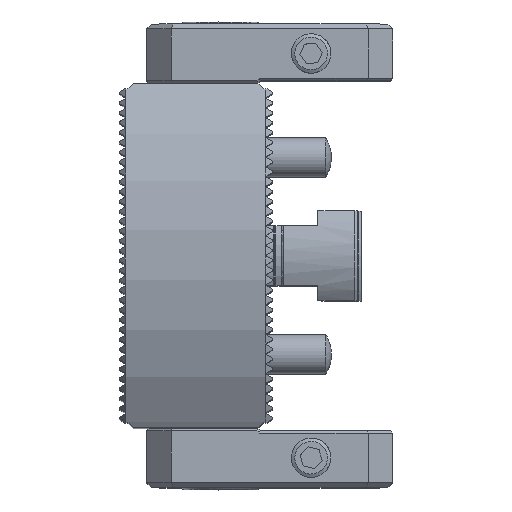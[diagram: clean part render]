
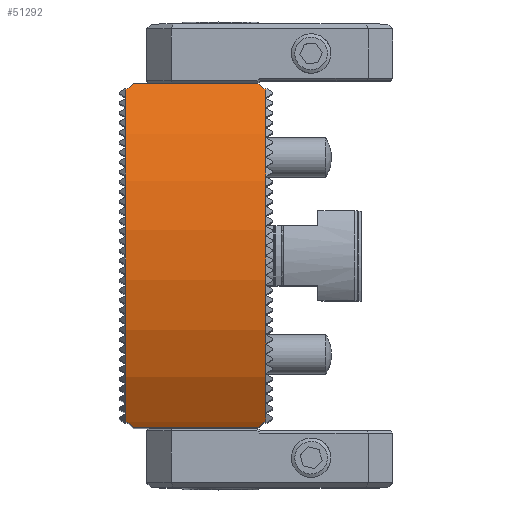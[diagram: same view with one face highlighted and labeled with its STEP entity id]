
A CAD part, top view. The second image highlights one B-rep face of the part: STEP entity #51292.
In plain terms, the highlighted cylindrical face has radius 65 mm (diameter 130 mm), a partial arc.
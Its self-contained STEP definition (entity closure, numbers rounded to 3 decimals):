
#329 = ORIENTED_EDGE ( 'NONE', *, *, #28750, .F. ) ;
#689 = LINE ( 'NONE', #49225, #51098 ) ;
#887 = CARTESIAN_POINT ( 'NONE',  ( -13.8, -33.8, 55.521 ) ) ;
#1516 = CARTESIAN_POINT ( 'NONE',  ( 12.997, 34.603, 55.026 ) ) ;
#2223 = CARTESIAN_POINT ( 'NONE',  ( 12.6, 35., 54.772 ) ) ;
#4358 = VERTEX_POINT ( 'NONE', #37064 ) ;
#4365 = EDGE_CURVE ( 'NONE', #9761, #35684, #51151, .T. ) ;
#4435 = AXIS2_PLACEMENT_3D ( 'NONE', #39074, #18177, #27389 ) ;
#5544 = VERTEX_POINT ( 'NONE', #30710 ) ;
#5704 = CARTESIAN_POINT ( 'NONE',  ( 13.397, 34.203, 55.276 ) ) ;
#6089 = CARTESIAN_POINT ( 'NONE',  ( 13.8, 33.8, 55.521 ) ) ;
#6330 = EDGE_CURVE ( 'NONE', #40408, #10936, #16795, .T. ) ;
#9346 = CARTESIAN_POINT ( 'NONE',  ( 14.2, -33.8, 55.521 ) ) ;
#9418 = DIRECTION ( 'NONE',  ( 0., 0., -1. ) ) ;
#9761 = VERTEX_POINT ( 'NONE', #28666 ) ;
#9951 = VECTOR ( 'NONE', #40105, 1000. ) ;
#10936 = VERTEX_POINT ( 'NONE', #40253 ) ;
#13586 = VECTOR ( 'NONE', #45648, 1000. ) ;
#15596 = ORIENTED_EDGE ( 'NONE', *, *, #53594, .T. ) ;
#16308 = CARTESIAN_POINT ( 'NONE',  ( 12.997, -34.603, 55.026 ) ) ;
#16389 = CIRCLE ( 'NONE', #25861, 65. ) ;
#16661 = CARTESIAN_POINT ( 'NONE',  ( 12.6, -35., 54.772 ) ) ;
#16795 =( BOUNDED_CURVE ( )  B_SPLINE_CURVE ( 3, ( #30405, #34007, #46282, #26292 ),
 .UNSPECIFIED., .F., .F. ) 
 B_SPLINE_CURVE_WITH_KNOTS ( ( 4, 4 ),
 ( 4.144, 4.166 ),
 .UNSPECIFIED. ) 
 CURVE ( )  GEOMETRIC_REPRESENTATION_ITEM ( )  RATIONAL_B_SPLINE_CURVE ( ( 1., 1., 1., 1. ) ) 
 REPRESENTATION_ITEM ( '' )  );
#17601 = ORIENTED_EDGE ( 'NONE', *, *, #4365, .F. ) ;
#17625 = ORIENTED_EDGE ( 'NONE', *, *, #21024, .F. ) ;
#18177 = DIRECTION ( 'NONE',  ( -1., 0., 0. ) ) ;
#18580 = CARTESIAN_POINT ( 'NONE',  ( 13.8, 33.8, 55.521 ) ) ;
#20258 = DIRECTION ( 'NONE',  ( 0., 0., -1. ) ) ;
#20858 = CARTESIAN_POINT ( 'NONE',  ( -12.997, -34.603, 55.026 ) ) ;
#21024 = EDGE_CURVE ( 'NONE', #48065, #27503, #46495, .T. ) ;
#21785 = VERTEX_POINT ( 'NONE', #26676 ) ;
#21908 = DIRECTION ( 'NONE',  ( -1., 0., 0. ) ) ;
#23842 = DIRECTION ( 'NONE',  ( -1., 0., 0. ) ) ;
#24176 = LINE ( 'NONE', #31270, #9951 ) ;
#25101 = LINE ( 'NONE', #50317, #47676 ) ;
#25452 = VERTEX_POINT ( 'NONE', #31810 ) ;
#25841 = DIRECTION ( 'NONE',  ( -1., 0., 0. ) ) ;
#25861 = AXIS2_PLACEMENT_3D ( 'NONE', #33794, #21908, #9418 ) ;
#26292 = CARTESIAN_POINT ( 'NONE',  ( -13.8, 33.8, 55.521 ) ) ;
#26343 = EDGE_CURVE ( 'NONE', #21785, #48065, #37188, .T. ) ;
#26676 = CARTESIAN_POINT ( 'NONE',  ( 12.6, 35., 54.772 ) ) ;
#27389 = DIRECTION ( 'NONE',  ( 0., 0., 1. ) ) ;
#27503 = VERTEX_POINT ( 'NONE', #32283 ) ;
#27714 = FACE_OUTER_BOUND ( 'NONE', #53008, .T. ) ;
#27914 = VECTOR ( 'NONE', #25841, 1000. ) ;
#28309 = VERTEX_POINT ( 'NONE', #35215 ) ;
#28666 = CARTESIAN_POINT ( 'NONE',  ( -12.6, -35., 54.772 ) ) ;
#28750 = EDGE_CURVE ( 'NONE', #35684, #28309, #47250, .T. ) ;
#30020 = VECTOR ( 'NONE', #41302, 1000. ) ;
#30405 = CARTESIAN_POINT ( 'NONE',  ( -12.6, 35., 54.772 ) ) ;
#30710 = CARTESIAN_POINT ( 'NONE',  ( 12.6, -35., 54.772 ) ) ;
#31270 = CARTESIAN_POINT ( 'NONE',  ( 15.8, 33.8, 55.521 ) ) ;
#31475 = ORIENTED_EDGE ( 'NONE', *, *, #33208, .T. ) ;
#31810 = CARTESIAN_POINT ( 'NONE',  ( -14.2, 33.8, 55.521 ) ) ;
#31914 = LINE ( 'NONE', #36817, #30020 ) ;
#32283 = CARTESIAN_POINT ( 'NONE',  ( 14.2, 33.8, 55.521 ) ) ;
#33065 = CARTESIAN_POINT ( 'NONE',  ( 13.397, -34.203, 55.276 ) ) ;
#33208 = EDGE_CURVE ( 'NONE', #25452, #28309, #42304, .T. ) ;
#33247 = EDGE_CURVE ( 'NONE', #5544, #9761, #31914, .T. ) ;
#33794 = CARTESIAN_POINT ( 'NONE',  ( 14.2, 0., 0. ) ) ;
#34007 = CARTESIAN_POINT ( 'NONE',  ( -12.997, 34.603, 55.026 ) ) ;
#35215 = CARTESIAN_POINT ( 'NONE',  ( -14.2, -33.8, 55.521 ) ) ;
#35439 = DIRECTION ( 'NONE',  ( 1., 0., 0. ) ) ;
#35684 = VERTEX_POINT ( 'NONE', #46235 ) ;
#35958 = ORIENTED_EDGE ( 'NONE', *, *, #33247, .F. ) ;
#36503 = CARTESIAN_POINT ( 'NONE',  ( 13.8, -33.8, 55.521 ) ) ;
#36817 = CARTESIAN_POINT ( 'NONE',  ( 15.8, -35., 54.772 ) ) ;
#37064 = CARTESIAN_POINT ( 'NONE',  ( 13.8, -33.8, 55.521 ) ) ;
#37188 =( BOUNDED_CURVE ( )  B_SPLINE_CURVE ( 3, ( #2223, #1516, #5704, #18580 ),
 .UNSPECIFIED., .F., .T. ) 
 B_SPLINE_CURVE_WITH_KNOTS ( ( 4, 4 ),
 ( 1.002, 1.024 ),
 .UNSPECIFIED. ) 
 CURVE ( )  GEOMETRIC_REPRESENTATION_ITEM ( )  RATIONAL_B_SPLINE_CURVE ( ( 1., 1., 1., 1. ) ) 
 REPRESENTATION_ITEM ( '' )  );
#38235 = ORIENTED_EDGE ( 'NONE', *, *, #26343, .F. ) ;
#38860 = ORIENTED_EDGE ( 'NONE', *, *, #45377, .T. ) ;
#39074 = CARTESIAN_POINT ( 'NONE',  ( 15.8, 0., 0. ) ) ;
#39437 = ORIENTED_EDGE ( 'NONE', *, *, #42537, .T. ) ;
#40105 = DIRECTION ( 'NONE',  ( -1., 0., 0. ) ) ;
#40253 = CARTESIAN_POINT ( 'NONE',  ( -13.8, 33.8, 55.521 ) ) ;
#40408 = VERTEX_POINT ( 'NONE', #53090 ) ;
#41302 = DIRECTION ( 'NONE',  ( -1., 0., 0. ) ) ;
#42304 = CIRCLE ( 'NONE', #47062, 65. ) ;
#42537 = EDGE_CURVE ( 'NONE', #4358, #48525, #25101, .T. ) ;
#43225 = ORIENTED_EDGE ( 'NONE', *, *, #6330, .T. ) ;
#45377 = EDGE_CURVE ( 'NONE', #10936, #25452, #24176, .T. ) ;
#45479 = CARTESIAN_POINT ( 'NONE',  ( 15.8, 33.8, 55.521 ) ) ;
#45628 = CARTESIAN_POINT ( 'NONE',  ( -14.2, 0., 0. ) ) ;
#45648 = DIRECTION ( 'NONE',  ( 1., 0., 0. ) ) ;
#45891 = ORIENTED_EDGE ( 'NONE', *, *, #47215, .T. ) ;
#46235 = CARTESIAN_POINT ( 'NONE',  ( -13.8, -33.8, 55.521 ) ) ;
#46282 = CARTESIAN_POINT ( 'NONE',  ( -13.397, 34.203, 55.276 ) ) ;
#46495 = LINE ( 'NONE', #45479, #13586 ) ;
#46699 = ORIENTED_EDGE ( 'NONE', *, *, #48229, .T. ) ;
#46715 = CARTESIAN_POINT ( 'NONE',  ( 15.8, -33.8, 55.521 ) ) ;
#47062 = AXIS2_PLACEMENT_3D ( 'NONE', #45628, #53584, #20258 ) ;
#47215 = EDGE_CURVE ( 'NONE', #48525, #27503, #16389, .T. ) ;
#47250 = LINE ( 'NONE', #46715, #27914 ) ;
#47676 = VECTOR ( 'NONE', #35439, 1000. ) ;
#48065 = VERTEX_POINT ( 'NONE', #6089 ) ;
#48229 = EDGE_CURVE ( 'NONE', #21785, #40408, #689, .T. ) ;
#48525 = VERTEX_POINT ( 'NONE', #9346 ) ;
#48987 = CYLINDRICAL_SURFACE ( 'NONE', #4435, 65. ) ;
#49225 = CARTESIAN_POINT ( 'NONE',  ( 15.8, 35., 54.772 ) ) ;
#49484 = CARTESIAN_POINT ( 'NONE',  ( -12.6, -35., 54.772 ) ) ;
#49658 = CARTESIAN_POINT ( 'NONE',  ( -13.397, -34.203, 55.276 ) ) ;
#50317 = CARTESIAN_POINT ( 'NONE',  ( 15.8, -33.8, 55.521 ) ) ;
#51098 = VECTOR ( 'NONE', #23842, 1000. ) ;
#51151 =( BOUNDED_CURVE ( )  B_SPLINE_CURVE ( 3, ( #49484, #20858, #49658, #887 ),
 .UNSPECIFIED., .F., .F. ) 
 B_SPLINE_CURVE_WITH_KNOTS ( ( 4, 4 ),
 ( 4.144, 4.166 ),
 .UNSPECIFIED. ) 
 CURVE ( )  GEOMETRIC_REPRESENTATION_ITEM ( )  RATIONAL_B_SPLINE_CURVE ( ( 1., 1., 1., 1. ) ) 
 REPRESENTATION_ITEM ( '' )  );
#51292 = ADVANCED_FACE ( 'NONE', ( #27714 ), #48987, .T. ) ;
#52574 =( BOUNDED_CURVE ( )  B_SPLINE_CURVE ( 3, ( #16661, #16308, #33065, #36503 ),
 .UNSPECIFIED., .F., .T. ) 
 B_SPLINE_CURVE_WITH_KNOTS ( ( 4, 4 ),
 ( 1.002, 1.024 ),
 .UNSPECIFIED. ) 
 CURVE ( )  GEOMETRIC_REPRESENTATION_ITEM ( )  RATIONAL_B_SPLINE_CURVE ( ( 1., 1., 1., 1. ) ) 
 REPRESENTATION_ITEM ( '' )  );
#53008 = EDGE_LOOP ( 'NONE', ( #17625, #38235, #46699, #43225, #38860, #31475, #329, #17601, #35958, #15596, #39437, #45891 ) ) ;
#53090 = CARTESIAN_POINT ( 'NONE',  ( -12.6, 35., 54.772 ) ) ;
#53584 = DIRECTION ( 'NONE',  ( 1., 0., 0. ) ) ;
#53594 = EDGE_CURVE ( 'NONE', #5544, #4358, #52574, .T. ) ;
